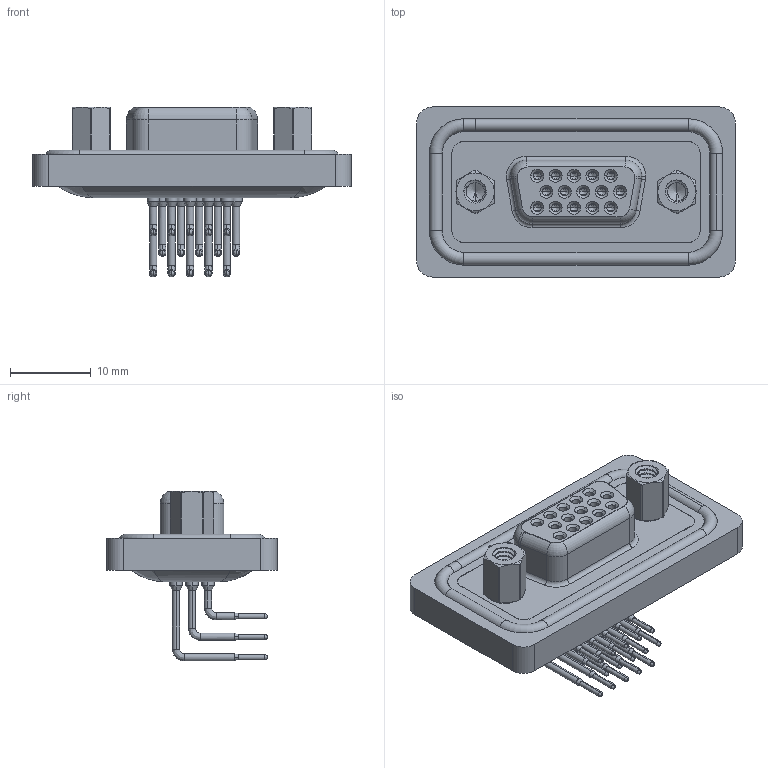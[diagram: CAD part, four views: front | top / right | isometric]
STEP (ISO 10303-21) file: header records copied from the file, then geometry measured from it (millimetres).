
FILE_DESCRIPTION (( 'STEP AP203' ), '1' );
FILE_NAME ('634-W15-362-012.STEP', '2018-11-28T13:50:21', ( '' ), ( '' ), 'SwSTEP 2.0', 'SolidWorks 2016', '' );
FILE_SCHEMA (( 'CONFIG_CONTROL_DESIGN' ));
Length unit declared in the file: millimetre
Products named in the file (9): 634W Contact Row 2; 634W Contact Row 3; 634W 4-40 Threaded Rivet; 634W Waterproof Housing_15 Contacts; 634W 4-40 Hex Standoff; 634-W15-362-012; 634W Housing_15 Contacts; 634W Shell_15 Contacts; 634W Contact Row 1
Assembly tree (22 placements, depth 2):
  634-W15-362-012
    634W Housing_15 Contacts
    634W Shell_15 Contacts
    634W Contact Row 1  x5
    634W Contact Row 2  x5
    634W Contact Row 3  x5
    634W 4-40 Threaded Rivet  x2
    634W Waterproof Housing_15 Contacts
    634W 4-40 Hex Standoff  x2
Bounding box: 39.51 x 21.1 x 21.07 mm (x, y, z)
Volume: 4428.1 mm3; surface area: 8446.5 mm2
Topology: 23 solids, 23 shells, 1246 faces, 3189 edges, 2015 vertices
Faces by surface type: cylinder 591, plane 326, cone 197, bspline 82, torus 50
Entity records: 25822 total; most frequent: CARTESIAN_POINT 8368, DIRECTION 3572, ORIENTED_EDGE 3264, EDGE_CURVE 1632, AXIS2_PLACEMENT_3D 1467, VERTEX_POINT 1046, EDGE_LOOP 806, CIRCLE 797
